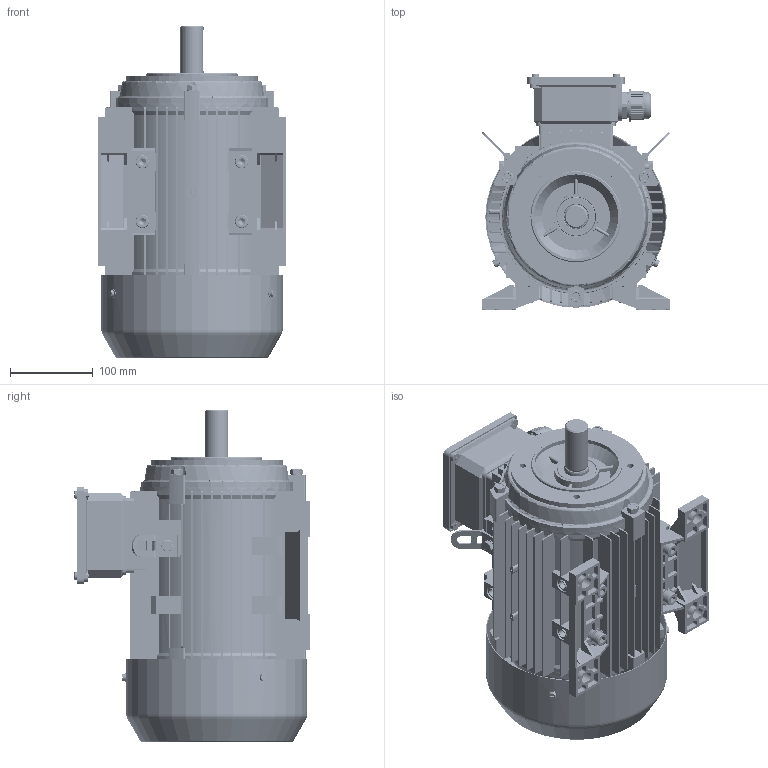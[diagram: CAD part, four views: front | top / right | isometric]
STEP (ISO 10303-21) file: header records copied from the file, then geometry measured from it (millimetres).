
FILE_DESCRIPTION(/* description */ (''),/* implementation_level */ '2;1');
FILE_NAME(/* name */ 'JL-112-B34A.stp',/* time_stamp */ '2018-12-30T14:55:26+08:00',/* author */ (''),/* organization */ (''),/* preprocessor_version */ 'ST-DEVELOPER v16.7',/* originating_system */ 'SIEMENS PLM Software NX 12.0',/* authorisation */ '');
FILE_SCHEMA (('AP203_CONFIGURATION_CONTROLLED_3D_DESIGN_OF_MECHANICAL_PARTS_AND_ASSEMBLIES_MIM_LF { 1 0 10303 403 2 1 2}'));
Products named in the file (1): JL-112-B34A
Bounding box: 227.33 x 284 x 401 mm (x, y, z)
Volume: 2254348.3 mm3; surface area: 1288735.7 mm2
Topology: 60 solids, 60 shells, 5031 faces, 14139 edges, 9410 vertices
Faces by surface type: plane 3081, cylinder 1569, torus 179, cone 178, bspline 24
Full cylindrical faces by diameter (mm): 2 x4, 4.48 x8, 4.8 x10, 5 x32, 5.3 x4, 5.8 x14, 6 x1, 7.188 x6, 8 x19, 8.58 x2, 9.1 x6, 10 x30, 10.715 x4, 11 x6, 12 x16, 13 x4, 14.785 x2, 16 x8, 17 x4, 17.785 x4, 18 x16, 20.9 x2, 24.7 x4, 26 x2, 27 x1, 28 x1, 28.2 x2, 29 x2, 29.45 x12, 30 x16
Entity records: 173639 total; most frequent: CARTESIAN_POINT 47303, ORIENTED_EDGE 26682, DIRECTION 24793, EDGE_CURVE 13341, VERTEX_POINT 9079, AXIS2_PLACEMENT_3D 8375, LINE 8043, VECTOR 8043
